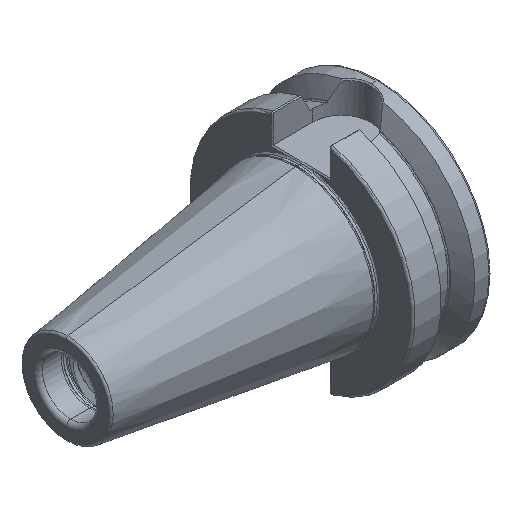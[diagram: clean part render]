
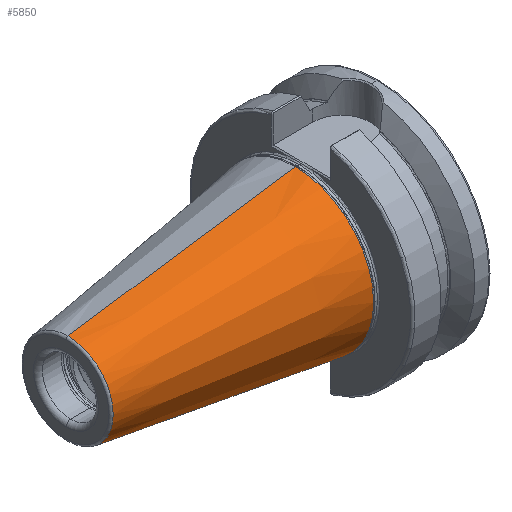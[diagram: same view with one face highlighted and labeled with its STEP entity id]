
A CAD part, isometric view. The second image highlights one B-rep face of the part: STEP entity #5850.
In plain terms, the highlighted conical face has half-angle 8.297 degrees and reference radius 34.998 mm.
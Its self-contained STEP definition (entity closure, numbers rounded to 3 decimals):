
#1844 = LINE ( 'NONE', #1845, #2566 ) ;
#1845 = CARTESIAN_POINT ( 'NONE',  ( -2.5, 0., 34.998 ) ) ;
#1846 = DIRECTION ( 'NONE',  ( 0.99, 0., 0.144 ) ) ;
#1850 = LINE ( 'NONE', #1851, #2568 ) ;
#1851 = CARTESIAN_POINT ( 'NONE',  ( -2.5, 0., -34.998 ) ) ;
#1852 = DIRECTION ( 'NONE',  ( 0.99, 0., -0.144 ) ) ;
#2566 = VECTOR ( 'NONE', #1846, 1000. ) ;
#2568 = VECTOR ( 'NONE', #1852, 1000. ) ;
#2903 = CARTESIAN_POINT ( 'NONE',  ( -103.944, 0., 0. ) ) ;
#2904 = DIRECTION ( 'NONE',  ( 1., 0., 0. ) ) ;
#2905 = DIRECTION ( 'NONE',  ( 0., 0., -1. ) ) ;
#2906 = CARTESIAN_POINT ( 'NONE',  ( -2.5, 0., 0. ) ) ;
#2907 = DIRECTION ( 'NONE',  ( 1., 0., 0. ) ) ;
#2908 = DIRECTION ( 'NONE',  ( 0., 0., -1. ) ) ;
#2984 = EDGE_LOOP ( 'NONE', ( #7089, #7090, #7091, #7088 ) ) ;
#3040 = AXIS2_PLACEMENT_3D ( 'NONE', #2903, #2904, #2905 ) ;
#3041 = AXIS2_PLACEMENT_3D ( 'NONE', #2906, #2907, #2908 ) ;
#3268 = CARTESIAN_POINT ( 'NONE',  ( -2.5, 0., 0. ) ) ;
#3269 = DIRECTION ( 'NONE',  ( 1., 0., 0. ) ) ;
#3270 = DIRECTION ( 'NONE',  ( 0., 0., -1. ) ) ;
#4637 = FACE_OUTER_BOUND ( 'NONE', #2984, .T. ) ;
#4641 = AXIS2_PLACEMENT_3D ( 'NONE', #3268, #3269, #3270 ) ;
#5255 = VERTEX_POINT ( 'NONE', #6778 ) ;
#5256 = VERTEX_POINT ( 'NONE', #6779 ) ;
#5257 = VERTEX_POINT ( 'NONE', #6780 ) ;
#5258 = VERTEX_POINT ( 'NONE', #6781 ) ;
#5850 = ADVANCED_FACE ( 'NONE', ( #4637 ), #5903, .T. ) ;
#5903 = CONICAL_SURFACE ( 'NONE', #4641, 34.998, 0.145 ) ;
#5928 = CIRCLE ( 'NONE', #3040, 20.204 ) ;
#5929 = CIRCLE ( 'NONE', #3041, 34.998 ) ;
#6649 = EDGE_CURVE ( 'NONE', #5258, #5257, #5928, .T. ) ;
#6650 = EDGE_CURVE ( 'NONE', #5256, #5255, #5929, .T. ) ;
#6737 = EDGE_CURVE ( 'NONE', #5258, #5256, #1844, .T. ) ;
#6739 = EDGE_CURVE ( 'NONE', #5257, #5255, #1850, .T. ) ;
#6778 = CARTESIAN_POINT ( 'NONE',  ( -2.5, 0., -34.998 ) ) ;
#6779 = CARTESIAN_POINT ( 'NONE',  ( -2.5, 0., 34.998 ) ) ;
#6780 = CARTESIAN_POINT ( 'NONE',  ( -103.944, 0., -20.204 ) ) ;
#6781 = CARTESIAN_POINT ( 'NONE',  ( -103.944, 0., 20.204 ) ) ;
#7088 = ORIENTED_EDGE ( 'NONE', *, *, #6650, .F. ) ;
#7089 = ORIENTED_EDGE ( 'NONE', *, *, #6737, .F. ) ;
#7090 = ORIENTED_EDGE ( 'NONE', *, *, #6649, .T. ) ;
#7091 = ORIENTED_EDGE ( 'NONE', *, *, #6739, .T. ) ;
